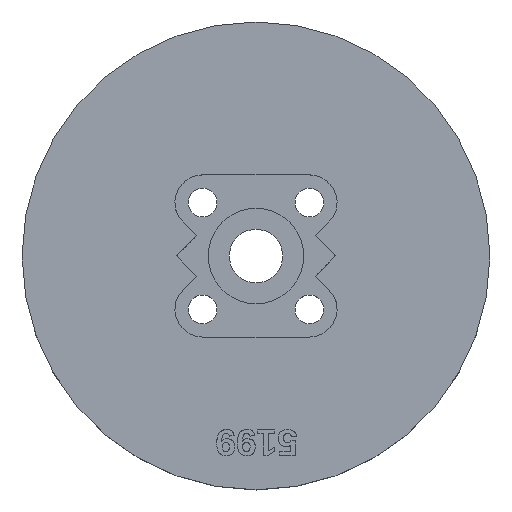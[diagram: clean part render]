
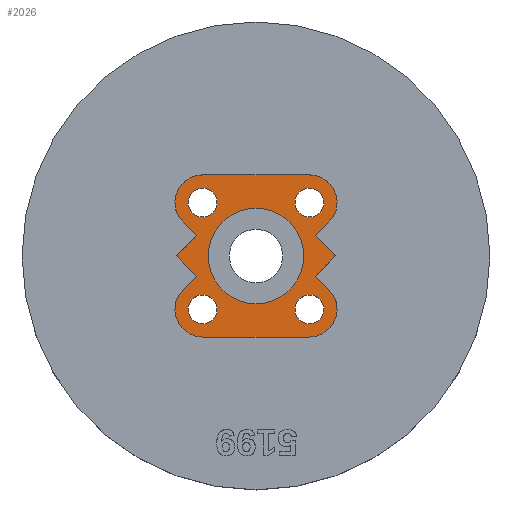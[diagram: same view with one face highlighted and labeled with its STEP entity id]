
A CAD part, top view. The second image highlights one B-rep face of the part: STEP entity #2026.
In plain terms, the highlighted planar face has unit normal (0, 0, 1).
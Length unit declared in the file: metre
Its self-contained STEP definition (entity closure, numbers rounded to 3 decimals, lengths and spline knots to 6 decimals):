
#2026 = ADVANCED_FACE( '', ( #4363, #4364, #4365, #4366, #4367, #4368 ), #4369, .F. );
#4363 = FACE_BOUND( '', #7044, .T. );
#4364 = FACE_BOUND( '', #7045, .T. );
#4365 = FACE_BOUND( '', #7046, .T. );
#4366 = FACE_BOUND( '', #7047, .T. );
#4367 = FACE_BOUND( '', #7048, .T. );
#4368 = FACE_OUTER_BOUND( '', #7049, .T. );
#4369 = PLANE( '', #7050 );
#7044 = EDGE_LOOP( '', ( #14130 ) );
#7045 = EDGE_LOOP( '', ( #14131 ) );
#7046 = EDGE_LOOP( '', ( #14132 ) );
#7047 = EDGE_LOOP( '', ( #14133 ) );
#7048 = EDGE_LOOP( '', ( #14134 ) );
#7049 = EDGE_LOOP( '', ( #14135, #14136, #14137, #14138, #14139, #14140, #14141, #14142, #14143, #14144, #14145, #14146, #14147, #14148 ) );
#7050 = AXIS2_PLACEMENT_3D( '', #14149, #14150, #14151 );
#14130 = ORIENTED_EDGE( '', *, *, #16983, .F. );
#14131 = ORIENTED_EDGE( '', *, *, #17873, .F. );
#14132 = ORIENTED_EDGE( '', *, *, #17960, .F. );
#14133 = ORIENTED_EDGE( '', *, *, #19578, .F. );
#14134 = ORIENTED_EDGE( '', *, *, #17514, .T. );
#14135 = ORIENTED_EDGE( '', *, *, #18551, .F. );
#14136 = ORIENTED_EDGE( '', *, *, #17467, .F. );
#14137 = ORIENTED_EDGE( '', *, *, #19018, .T. );
#14138 = ORIENTED_EDGE( '', *, *, #19006, .T. );
#14139 = ORIENTED_EDGE( '', *, *, #17367, .T. );
#14140 = ORIENTED_EDGE( '', *, *, #18389, .T. );
#14141 = ORIENTED_EDGE( '', *, *, #17229, .F. );
#14142 = ORIENTED_EDGE( '', *, *, #19579, .F. );
#14143 = ORIENTED_EDGE( '', *, *, #19580, .F. );
#14144 = ORIENTED_EDGE( '', *, *, #19581, .T. );
#14145 = ORIENTED_EDGE( '', *, *, #17712, .T. );
#14146 = ORIENTED_EDGE( '', *, *, #19582, .T. );
#14147 = ORIENTED_EDGE( '', *, *, #19583, .T. );
#14148 = ORIENTED_EDGE( '', *, *, #19584, .F. );
#14149 = CARTESIAN_POINT( '', ( 0., 0., -0.012213 ) );
#14150 = DIRECTION( '', ( 0., 0., -1. ) );
#14151 = DIRECTION( '', ( 1., 0., 0. ) );
#16983 = EDGE_CURVE( '', #20720, #20720, #20721, .F. );
#17229 = EDGE_CURVE( '', #21141, #21143, #21144, .T. );
#17367 = EDGE_CURVE( '', #21370, #21372, #21374, .F. );
#17467 = EDGE_CURVE( '', #21541, #21543, #21544, .T. );
#17514 = EDGE_CURVE( '', #21619, #21619, #21620, .T. );
#17712 = EDGE_CURVE( '', #21942, #21944, #21946, .T. );
#17873 = EDGE_CURVE( '', #22208, #22208, #22209, .F. );
#17960 = EDGE_CURVE( '', #22342, #22342, #22343, .F. );
#18389 = EDGE_CURVE( '', #21372, #21143, #23018, .T. );
#18551 = EDGE_CURVE( '', #21543, #23257, #23258, .T. );
#19006 = EDGE_CURVE( '', #23931, #21370, #23933, .T. );
#19018 = EDGE_CURVE( '', #21541, #23931, #23949, .T. );
#19578 = EDGE_CURVE( '', #24686, #24686, #24687, .F. );
#19579 = EDGE_CURVE( '', #24688, #21141, #24689, .T. );
#19580 = EDGE_CURVE( '', #24690, #24688, #24691, .T. );
#19581 = EDGE_CURVE( '', #24690, #21942, #24692, .T. );
#19582 = EDGE_CURVE( '', #21944, #24693, #24694, .F. );
#19583 = EDGE_CURVE( '', #24693, #24695, #24696, .T. );
#19584 = EDGE_CURVE( '', #23257, #24695, #24697, .T. );
#20720 = VERTEX_POINT( '', #26351 );
#20721 = CIRCLE( '', #26352, 0.00215 );
#21141 = VERTEX_POINT( '', #26885 );
#21143 = VERTEX_POINT( '', #26888 );
#21144 = CIRCLE( '', #26889, 0.00415 );
#21370 = VERTEX_POINT( '', #27182 );
#21372 = VERTEX_POINT( '', #27185 );
#21374 = CIRCLE( '', #27188, 0.00415 );
#21541 = VERTEX_POINT( '', #27397 );
#21543 = VERTEX_POINT( '', #27400 );
#21544 = LINE( '', #27401, #27402 );
#21619 = VERTEX_POINT( '', #27496 );
#21620 = CIRCLE( '', #27497, 0.00715 );
#21942 = VERTEX_POINT( '', #27911 );
#21944 = VERTEX_POINT( '', #27914 );
#21946 = LINE( '', #27917, #27918 );
#22208 = VERTEX_POINT( '', #28255 );
#22209 = CIRCLE( '', #28256, 0.00215 );
#22342 = VERTEX_POINT( '', #28423 );
#22343 = CIRCLE( '', #28424, 0.00215 );
#23018 = LINE( '', #29298, #29299 );
#23257 = VERTEX_POINT( '', #29592 );
#23258 = LINE( '', #29593, #29594 );
#23931 = VERTEX_POINT( '', #30369 );
#23933 = LINE( '', #30372, #30373 );
#23949 = LINE( '', #30394, #30395 );
#24686 = VERTEX_POINT( '', #31315 );
#24687 = CIRCLE( '', #31316, 0.00215 );
#24688 = VERTEX_POINT( '', #31317 );
#24689 = LINE( '', #31318, #31319 );
#24690 = VERTEX_POINT( '', #31320 );
#24691 = LINE( '', #31321, #31322 );
#24692 = LINE( '', #31323, #31324 );
#24693 = VERTEX_POINT( '', #31325 );
#24694 = CIRCLE( '', #31326, 0.00415 );
#24695 = VERTEX_POINT( '', #31327 );
#24696 = LINE( '', #31328, #31329 );
#24697 = CIRCLE( '', #31330, 0.00415 );
#26351 = CARTESIAN_POINT( '', ( 0.00585, 0.008, -0.012213 ) );
#26352 = AXIS2_PLACEMENT_3D( '', #32303, #32304, #32305 );
#26885 = CARTESIAN_POINT( '', ( -0.010934, 0.005066, -0.012213 ) );
#26888 = CARTESIAN_POINT( '', ( -0.008, 0.01215, -0.012213 ) );
#26889 = AXIS2_PLACEMENT_3D( '', #32659, #32660, #32661 );
#27182 = CARTESIAN_POINT( '', ( 0.010934, 0.005066, -0.012213 ) );
#27185 = CARTESIAN_POINT( '', ( 0.008, 0.01215, -0.012213 ) );
#27188 = AXIS2_PLACEMENT_3D( '', #32848, #32849, #32850 );
#27397 = CARTESIAN_POINT( '', ( 0.01195, 0., -0.012213 ) );
#27400 = CARTESIAN_POINT( '', ( 0.00891, -0.003041, -0.012213 ) );
#27401 = CARTESIAN_POINT( '', ( 0.01043, -0.00152, -0.012213 ) );
#27402 = VECTOR( '', #32996, 1. );
#27496 = CARTESIAN_POINT( '', ( 0.00715, 0., -0.012213 ) );
#27497 = AXIS2_PLACEMENT_3D( '', #33064, #33065, #33066 );
#27911 = CARTESIAN_POINT( '', ( -0.00891, -0.003041, -0.012213 ) );
#27914 = CARTESIAN_POINT( '', ( -0.010934, -0.005066, -0.012213 ) );
#27917 = CARTESIAN_POINT( '', ( -0.009922, -0.004053, -0.012213 ) );
#27918 = VECTOR( '', #33342, 1. );
#28255 = CARTESIAN_POINT( '', ( -0.01015, 0.008, -0.012213 ) );
#28256 = AXIS2_PLACEMENT_3D( '', #33565, #33566, #33567 );
#28423 = CARTESIAN_POINT( '', ( -0.01015, -0.008, -0.012213 ) );
#28424 = AXIS2_PLACEMENT_3D( '', #33692, #33693, #33694 );
#29298 = CARTESIAN_POINT( '', ( 0.004, 0.01215, -0.012213 ) );
#29299 = VECTOR( '', #34287, 1. );
#29592 = CARTESIAN_POINT( '', ( 0.010934, -0.005066, -0.012213 ) );
#29593 = CARTESIAN_POINT( '', ( 0.009922, -0.004053, -0.012213 ) );
#29594 = VECTOR( '', #34529, 1. );
#30369 = CARTESIAN_POINT( '', ( 0.00891, 0.003041, -0.012213 ) );
#30372 = CARTESIAN_POINT( '', ( 0.009922, 0.004053, -0.012213 ) );
#30373 = VECTOR( '', #35598, 1. );
#30394 = CARTESIAN_POINT( '', ( 0.01043, 0.00152, -0.012213 ) );
#30395 = VECTOR( '', #35610, 1. );
#31315 = CARTESIAN_POINT( '', ( 0.00585, -0.008, -0.012213 ) );
#31316 = AXIS2_PLACEMENT_3D( '', #36595, #36596, #36597 );
#31317 = CARTESIAN_POINT( '', ( -0.00891, 0.003041, -0.012213 ) );
#31318 = CARTESIAN_POINT( '', ( -0.009922, 0.004053, -0.012213 ) );
#31319 = VECTOR( '', #36598, 1. );
#31320 = CARTESIAN_POINT( '', ( -0.01195, 0., -0.012213 ) );
#31321 = CARTESIAN_POINT( '', ( -0.01043, 0.00152, -0.012213 ) );
#31322 = VECTOR( '', #36599, 1. );
#31323 = CARTESIAN_POINT( '', ( -0.01043, -0.00152, -0.012213 ) );
#31324 = VECTOR( '', #36600, 1. );
#31325 = CARTESIAN_POINT( '', ( -0.008, -0.01215, -0.012213 ) );
#31326 = AXIS2_PLACEMENT_3D( '', #36601, #36602, #36603 );
#31327 = CARTESIAN_POINT( '', ( 0.008, -0.01215, -0.012213 ) );
#31328 = CARTESIAN_POINT( '', ( -0.004, -0.01215, -0.012213 ) );
#31329 = VECTOR( '', #36604, 1. );
#31330 = AXIS2_PLACEMENT_3D( '', #36605, #36606, #36607 );
#32303 = CARTESIAN_POINT( '', ( 0.008, 0.008, -0.012213 ) );
#32304 = DIRECTION( '', ( 0., 0., -1. ) );
#32305 = DIRECTION( '', ( -1., 0., 0. ) );
#32659 = CARTESIAN_POINT( '', ( -0.008, 0.008, -0.012213 ) );
#32660 = DIRECTION( '', ( 0., 0., -1. ) );
#32661 = DIRECTION( '', ( -1., 0., 0. ) );
#32848 = CARTESIAN_POINT( '', ( 0.008, 0.008, -0.012213 ) );
#32849 = DIRECTION( '', ( 0., 0., -1. ) );
#32850 = DIRECTION( '', ( -1., 0., 0. ) );
#32996 = DIRECTION( '', ( -0.707, -0.707, 0. ) );
#33064 = CARTESIAN_POINT( '', ( 0., 0., -0.012213 ) );
#33065 = DIRECTION( '', ( 0., 0., -1. ) );
#33066 = DIRECTION( '', ( 1., 0., 0. ) );
#33342 = DIRECTION( '', ( -0.707, -0.707, 0. ) );
#33565 = CARTESIAN_POINT( '', ( -0.008, 0.008, -0.012213 ) );
#33566 = DIRECTION( '', ( 0., 0., -1. ) );
#33567 = DIRECTION( '', ( -1., 0., 0. ) );
#33692 = CARTESIAN_POINT( '', ( -0.008, -0.008, -0.012213 ) );
#33693 = DIRECTION( '', ( 0., 0., -1. ) );
#33694 = DIRECTION( '', ( -1., 0., 0. ) );
#34287 = DIRECTION( '', ( -1., 0., 0. ) );
#34529 = DIRECTION( '', ( 0.707, -0.707, 0. ) );
#35598 = DIRECTION( '', ( 0.707, 0.707, 0. ) );
#35610 = DIRECTION( '', ( -0.707, 0.707, 0. ) );
#36595 = CARTESIAN_POINT( '', ( 0.008, -0.008, -0.012213 ) );
#36596 = DIRECTION( '', ( 0., 0., -1. ) );
#36597 = DIRECTION( '', ( -1., 0., 0. ) );
#36598 = DIRECTION( '', ( -0.707, 0.707, 0. ) );
#36599 = DIRECTION( '', ( 0.707, 0.707, 0. ) );
#36600 = DIRECTION( '', ( 0.707, -0.707, 0. ) );
#36601 = CARTESIAN_POINT( '', ( -0.008, -0.008, -0.012213 ) );
#36602 = DIRECTION( '', ( 0., 0., -1. ) );
#36603 = DIRECTION( '', ( -1., 0., 0. ) );
#36604 = DIRECTION( '', ( 1., 0., 0. ) );
#36605 = CARTESIAN_POINT( '', ( 0.008, -0.008, -0.012213 ) );
#36606 = DIRECTION( '', ( 0., 0., -1. ) );
#36607 = DIRECTION( '', ( -1., 0., 0. ) );
